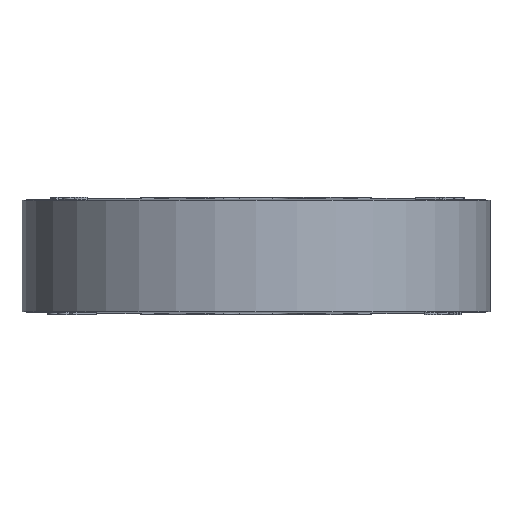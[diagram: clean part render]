
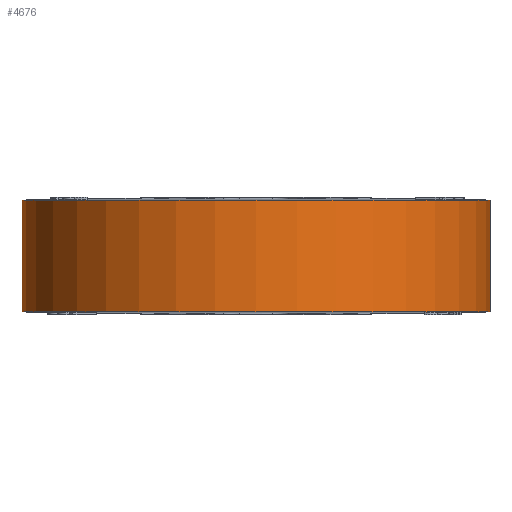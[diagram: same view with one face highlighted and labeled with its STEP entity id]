
A CAD part, front view. The second image highlights one B-rep face of the part: STEP entity #4676.
In plain terms, the highlighted cylindrical face has radius 25.4 mm (diameter 50.8 mm), a partial arc.
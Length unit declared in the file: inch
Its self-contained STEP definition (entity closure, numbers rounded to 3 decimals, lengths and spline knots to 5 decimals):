
#219 = CARTESIAN_POINT ( 'NONE',  ( 1., 0., 0.25 ) ) ;
#370 = AXIS2_PLACEMENT_3D ( 'NONE', #13614, #9509, #12599 ) ;
#759 = FACE_OUTER_BOUND ( 'NONE', #10073, .T. ) ;
#790 = EDGE_CURVE ( 'NONE', #4094, #4498, #1980, .T. ) ;
#822 = CARTESIAN_POINT ( 'NONE',  ( 1., 0., -0.23907 ) ) ;
#1980 = CIRCLE ( 'NONE', #10008, 1. ) ;
#2030 = DIRECTION ( 'NONE',  ( 1., 0., 0. ) ) ;
#2410 = ORIENTED_EDGE ( 'NONE', *, *, #12347, .F. ) ;
#3573 = CIRCLE ( 'NONE', #3794, 1. ) ;
#3794 = AXIS2_PLACEMENT_3D ( 'NONE', #10240, #9160, #11041 ) ;
#4087 = CARTESIAN_POINT ( 'NONE',  ( -1., 0., 0.25 ) ) ;
#4094 = VERTEX_POINT ( 'NONE', #13229 ) ;
#4498 = VERTEX_POINT ( 'NONE', #11899 ) ;
#4607 = DIRECTION ( 'NONE',  ( 0., 0., -1. ) ) ;
#4676 = ADVANCED_FACE ( 'NONE', ( #759 ), #9295, .T. ) ;
#5736 = ORIENTED_EDGE ( 'NONE', *, *, #13860, .T. ) ;
#6092 = ORIENTED_EDGE ( 'NONE', *, *, #790, .F. ) ;
#6717 = VERTEX_POINT ( 'NONE', #822 ) ;
#7412 = VECTOR ( 'NONE', #9749, 39.37008 ) ;
#7600 = LINE ( 'NONE', #4087, #7412 ) ;
#7883 = VERTEX_POINT ( 'NONE', #8678 ) ;
#7957 = EDGE_CURVE ( 'NONE', #6717, #7883, #3573, .T. ) ;
#8291 = VECTOR ( 'NONE', #4607, 39.37008 ) ;
#8678 = CARTESIAN_POINT ( 'NONE',  ( -1., 0., -0.23907 ) ) ;
#9160 = DIRECTION ( 'NONE',  ( 0., 0., -1. ) ) ;
#9295 = CYLINDRICAL_SURFACE ( 'NONE', #370, 1. ) ;
#9509 = DIRECTION ( 'NONE',  ( 0., 0., -1. ) ) ;
#9749 = DIRECTION ( 'NONE',  ( 0., 0., -1. ) ) ;
#10008 = AXIS2_PLACEMENT_3D ( 'NONE', #14181, #11857, #2030 ) ;
#10058 = LINE ( 'NONE', #219, #8291 ) ;
#10073 = EDGE_LOOP ( 'NONE', ( #2410, #6092, #5736, #12954 ) ) ;
#10240 = CARTESIAN_POINT ( 'NONE',  ( 0., 0., -0.23907 ) ) ;
#11041 = DIRECTION ( 'NONE',  ( -1., 0., 0. ) ) ;
#11857 = DIRECTION ( 'NONE',  ( 0., 0., 1. ) ) ;
#11899 = CARTESIAN_POINT ( 'NONE',  ( 1., 0., 0.23907 ) ) ;
#12347 = EDGE_CURVE ( 'NONE', #4498, #6717, #10058, .T. ) ;
#12599 = DIRECTION ( 'NONE',  ( -1., 0., 0. ) ) ;
#12954 = ORIENTED_EDGE ( 'NONE', *, *, #7957, .F. ) ;
#13229 = CARTESIAN_POINT ( 'NONE',  ( -1., 0., 0.23907 ) ) ;
#13614 = CARTESIAN_POINT ( 'NONE',  ( 0., 0., 0.25 ) ) ;
#13860 = EDGE_CURVE ( 'NONE', #4094, #7883, #7600, .T. ) ;
#14181 = CARTESIAN_POINT ( 'NONE',  ( 0., 0., 0.23907 ) ) ;
